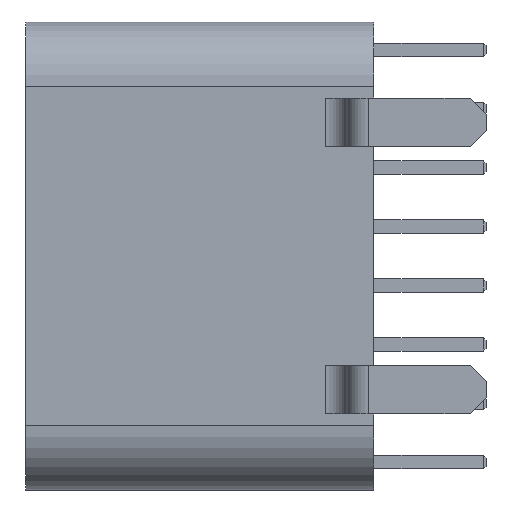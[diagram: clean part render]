
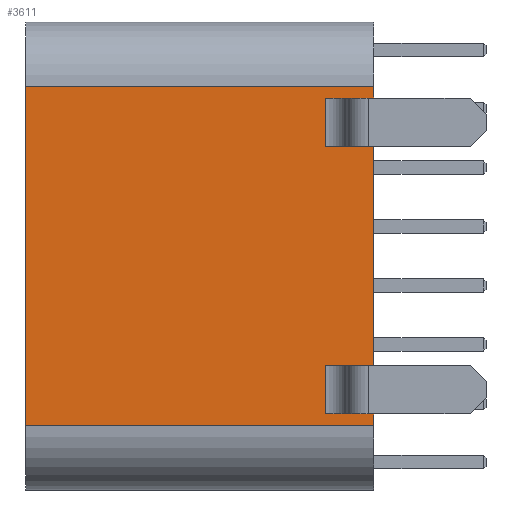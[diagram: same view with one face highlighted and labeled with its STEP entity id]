
A CAD part, left-side view. The second image highlights one B-rep face of the part: STEP entity #3611.
In plain terms, the highlighted planar face has unit normal (-1, 0, 0).
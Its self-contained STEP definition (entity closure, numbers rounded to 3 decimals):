
#149=FACE_OUTER_BOUND('',#377,.T.);
#377=EDGE_LOOP('',(#2550,#2551,#2552,#2553,#2554,#2555,#2556,#2557,#2558,
#2559,#2560,#2561));
#570=LINE('',#5100,#1046);
#582=LINE('',#5132,#1058);
#601=LINE('',#5171,#1077);
#660=LINE('',#5309,#1136);
#666=LINE('',#5322,#1142);
#676=LINE('',#5346,#1152);
#677=LINE('',#5348,#1153);
#678=LINE('',#5350,#1154);
#679=LINE('',#5352,#1155);
#680=LINE('',#5354,#1156);
#681=LINE('',#5356,#1157);
#682=LINE('',#5357,#1158);
#1046=VECTOR('',#4098,10.);
#1058=VECTOR('',#4124,10.);
#1077=VECTOR('',#4155,10.);
#1136=VECTOR('',#4270,10.);
#1142=VECTOR('',#4288,10.);
#1152=VECTOR('',#4320,10.);
#1153=VECTOR('',#4321,10.);
#1154=VECTOR('',#4322,10.);
#1155=VECTOR('',#4323,10.);
#1156=VECTOR('',#4324,10.);
#1157=VECTOR('',#4325,10.);
#1158=VECTOR('',#4326,10.);
#1521=VERTEX_POINT('',#5097);
#1522=VERTEX_POINT('',#5099);
#1534=VERTEX_POINT('',#5129);
#1535=VERTEX_POINT('',#5131);
#1548=VERTEX_POINT('',#5168);
#1549=VERTEX_POINT('',#5170);
#1599=VERTEX_POINT('',#5305);
#1605=VERTEX_POINT('',#5347);
#1606=VERTEX_POINT('',#5349);
#1607=VERTEX_POINT('',#5351);
#1608=VERTEX_POINT('',#5353);
#1609=VERTEX_POINT('',#5355);
#1838=EDGE_CURVE('',#1522,#1521,#570,.T.);
#1854=EDGE_CURVE('',#1535,#1534,#582,.T.);
#1873=EDGE_CURVE('',#1549,#1548,#601,.T.);
#1941=EDGE_CURVE('',#1549,#1599,#660,.T.);
#1948=EDGE_CURVE('',#1522,#1534,#666,.T.);
#1960=EDGE_CURVE('',#1535,#1548,#676,.T.);
#1961=EDGE_CURVE('',#1605,#1521,#677,.T.);
#1962=EDGE_CURVE('',#1605,#1606,#678,.T.);
#1963=EDGE_CURVE('',#1607,#1606,#679,.T.);
#1964=EDGE_CURVE('',#1608,#1607,#680,.T.);
#1965=EDGE_CURVE('',#1609,#1608,#681,.T.);
#1966=EDGE_CURVE('',#1609,#1599,#682,.T.);
#2550=ORIENTED_EDGE('',*,*,#1873,.T.);
#2551=ORIENTED_EDGE('',*,*,#1960,.F.);
#2552=ORIENTED_EDGE('',*,*,#1854,.T.);
#2553=ORIENTED_EDGE('',*,*,#1948,.F.);
#2554=ORIENTED_EDGE('',*,*,#1838,.T.);
#2555=ORIENTED_EDGE('',*,*,#1961,.F.);
#2556=ORIENTED_EDGE('',*,*,#1962,.T.);
#2557=ORIENTED_EDGE('',*,*,#1963,.F.);
#2558=ORIENTED_EDGE('',*,*,#1964,.F.);
#2559=ORIENTED_EDGE('',*,*,#1965,.F.);
#2560=ORIENTED_EDGE('',*,*,#1966,.T.);
#2561=ORIENTED_EDGE('',*,*,#1941,.F.);
#3391=PLANE('',#3885);
#3611=ADVANCED_FACE('',(#149),#3391,.T.);
#3885=AXIS2_PLACEMENT_3D('',#5345,#4318,#4319);
#4098=DIRECTION('',(0.,-1.,0.));
#4124=DIRECTION('',(0.,1.,0.));
#4155=DIRECTION('',(0.,-1.,0.));
#4270=DIRECTION('',(0.,0.,-1.));
#4288=DIRECTION('',(0.,0.,-1.));
#4318=DIRECTION('center_axis',(-1.,0.,0.));
#4319=DIRECTION('ref_axis',(0.,0.,1.));
#4320=DIRECTION('',(0.,0.,-1.));
#4321=DIRECTION('',(0.,0.,-1.));
#4322=DIRECTION('',(0.,1.,0.));
#4323=DIRECTION('',(0.,0.,1.));
#4324=DIRECTION('',(0.,1.,0.));
#4325=DIRECTION('',(0.,0.,-1.));
#4326=DIRECTION('',(0.,1.,0.));
#5097=CARTESIAN_POINT('',(-1.48,0.,2.95));
#5099=CARTESIAN_POINT('',(-1.48,0.9,2.95));
#5100=CARTESIAN_POINT('',(-1.48,0.,2.95));
#5129=CARTESIAN_POINT('',(-1.48,0.9,2.05));
#5131=CARTESIAN_POINT('',(-1.48,0.,2.05));
#5132=CARTESIAN_POINT('',(-1.48,0.25,2.05));
#5168=CARTESIAN_POINT('',(-1.48,0.,-2.05));
#5170=CARTESIAN_POINT('',(-1.48,0.9,-2.05));
#5171=CARTESIAN_POINT('',(-1.48,0.,-2.05));
#5305=CARTESIAN_POINT('',(-1.48,0.9,-2.95));
#5309=CARTESIAN_POINT('',(-1.48,0.9,-2.61));
#5322=CARTESIAN_POINT('',(-1.48,0.9,-0.11));
#5345=CARTESIAN_POINT('Origin',(-1.48,0.,-3.17));
#5346=CARTESIAN_POINT('',(-1.48,0.,3.17));
#5347=CARTESIAN_POINT('',(-1.48,0.,3.17));
#5348=CARTESIAN_POINT('',(-1.48,0.,3.17));
#5349=CARTESIAN_POINT('',(-1.48,6.5,3.17));
#5350=CARTESIAN_POINT('',(-1.48,0.,3.17));
#5351=CARTESIAN_POINT('',(-1.48,6.5,-3.17));
#5352=CARTESIAN_POINT('',(-1.48,6.5,3.17));
#5353=CARTESIAN_POINT('',(-1.48,0.,-3.17));
#5354=CARTESIAN_POINT('',(-1.48,0.,-3.17));
#5355=CARTESIAN_POINT('',(-1.48,0.,-2.95));
#5356=CARTESIAN_POINT('',(-1.48,0.,3.17));
#5357=CARTESIAN_POINT('',(-1.48,0.25,-2.95));
